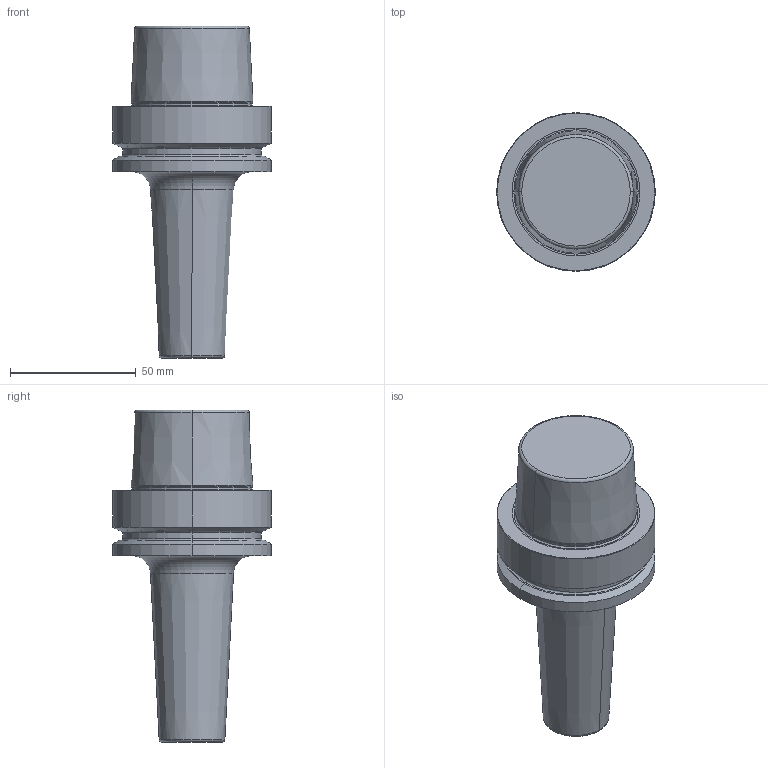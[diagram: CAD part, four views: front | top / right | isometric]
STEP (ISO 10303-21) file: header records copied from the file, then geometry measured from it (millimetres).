
FILE_DESCRIPTION((''),'2;1');
FILE_NAME('30376739','2016-04-27T',('BahnemannR'),(''),'PRO/ENGINEER BY PARAMETRIC TECHNOLOGY CORPORATION, 2011220','PRO/ENGINEER BY PARAMETRIC TECHNOLOGY CORPORATION, 2011220','');
FILE_SCHEMA(('AUTOMOTIVE_DESIGN_CC2 { 1 2 10303 214 -1 1 5 2 }'));
Length unit declared in the file: millimetre
Products named in the file (1): 30376739
Bounding box: 63 x 63 x 131.9 mm (x, y, z)
Volume: 169844.9 mm3; surface area: 26152.8 mm2
Topology: 1 solids, 1 shells, 47 faces, 173 edges, 136 vertices
Faces by surface type: torus 16, cone 14, cylinder 10, plane 7
Entity records: 2339 total; most frequent: DIRECTION 365, CARTESIAN_POINT 275, ORIENTED_EDGE 184, PRESENTATION_STYLE_ASSIGNMENT 181, STYLED_ITEM 181, CURVE_STYLE 178, AXIS2_PLACEMENT_3D 142, CIRCLE 92
